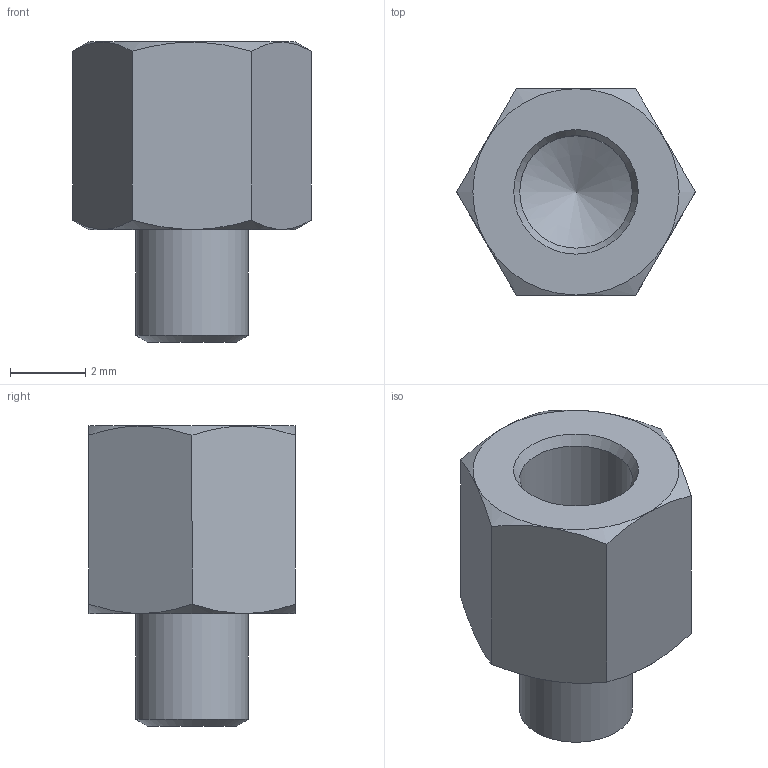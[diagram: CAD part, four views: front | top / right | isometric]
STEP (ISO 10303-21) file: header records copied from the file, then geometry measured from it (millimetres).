
FILE_DESCRIPTION(/* description */ (''),/* implementation_level */ '2;1');
FILE_NAME(/* name */ 'M3 Spacer Male-Female - 5mm Height x 3mm Thread.step',/* time_stamp */ '2020-08-16T23:42:02+02:00',/* author */ (''),/* organization */ (''),/* preprocessor_version */ 'ST-DEVELOPER v18.1',/* originating_system */ 'Autodesk Translation Framework v9.3.0.1241',/* authorisation */ '');
FILE_SCHEMA (('AUTOMOTIVE_DESIGN { 1 0 10303 214 3 1 1 }'));
Length unit declared in the file: millimetre
Products named in the file (1): (Unsaved)
Bounding box: 6.36 x 5.51 x 8 mm (x, y, z)
Volume: 121.1 mm3; surface area: 228.6 mm2
Topology: 2 solids, 2 shells, 16 faces, 34 edges, 21 vertices
Faces by surface type: plane 9, cone 5, cylinder 2
Full cylindrical faces by diameter (mm): 3 x2
Entity records: 996 total; most frequent: CARTESIAN_POINT 611, ORIENTED_EDGE 66, DIRECTION 63, EDGE_CURVE 33, AXIS2_PLACEMENT_3D 25, VERTEX_POINT 21, EDGE_LOOP 18, STYLED_ITEM 18
